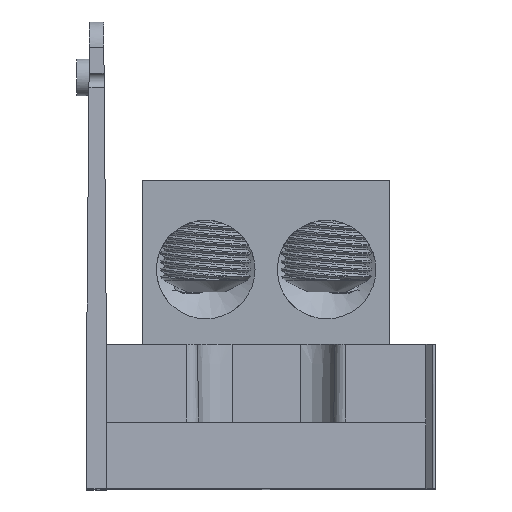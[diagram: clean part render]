
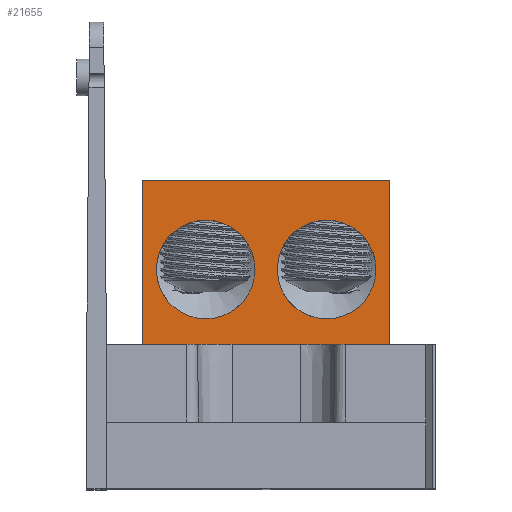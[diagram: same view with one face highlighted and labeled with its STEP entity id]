
A CAD part, top view. The second image highlights one B-rep face of the part: STEP entity #21655.
In plain terms, the highlighted planar face has unit normal (0, 0, 1).
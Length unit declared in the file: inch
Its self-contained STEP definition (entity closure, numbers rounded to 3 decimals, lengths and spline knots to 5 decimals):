
#6060 = CARTESIAN_POINT ( 'NONE',  ( -0.94, 2.35, 1.25 ) ) ;
#8429 = AXIS2_PLACEMENT_3D ( 'NONE', #51369, #23967, #55961 ) ;
#8805 = CARTESIAN_POINT ( 'NONE',  ( 0.94, 1.1, 1.25 ) ) ;
#9417 = CARTESIAN_POINT ( 'NONE',  ( -0.085, 1.67, 1.25 ) ) ;
#10072 = VERTEX_POINT ( 'NONE', #13847 ) ;
#10724 = DIRECTION ( 'NONE',  ( -1., 0., 0. ) ) ;
#12426 = VERTEX_POINT ( 'NONE', #8805 ) ;
#12505 = CARTESIAN_POINT ( 'NONE',  ( -0.94, 2.35, 1.25 ) ) ;
#12978 = VECTOR ( 'NONE', #56117, 39.37008 ) ;
#13847 = CARTESIAN_POINT ( 'NONE',  ( -0.94, 1.1, 1.25 ) ) ;
#14132 = EDGE_LOOP ( 'NONE', ( #51180 ) ) ;
#15949 = EDGE_LOOP ( 'NONE', ( #48432 ) ) ;
#16439 = VECTOR ( 'NONE', #10724, 39.37008 ) ;
#16602 = LINE ( 'NONE', #37948, #16439 ) ;
#17060 = DIRECTION ( 'NONE',  ( -1., 0., 0. ) ) ;
#18984 = EDGE_CURVE ( 'NONE', #45408, #12426, #41444, .T. ) ;
#21655 = ADVANCED_FACE ( 'NONE', ( #32649, #31734, #32769 ), #29636, .F. ) ;
#21972 = DIRECTION ( 'NONE',  ( 0., 0., 1. ) ) ;
#23967 = DIRECTION ( 'NONE',  ( 0., 0., 1. ) ) ;
#24751 = VERTEX_POINT ( 'NONE', #47728 ) ;
#27494 = EDGE_CURVE ( 'NONE', #58270, #58270, #34789, .T. ) ;
#27666 = VERTEX_POINT ( 'NONE', #28244 ) ;
#28244 = CARTESIAN_POINT ( 'NONE',  ( 0.835, 1.67, 1.25 ) ) ;
#28720 = CARTESIAN_POINT ( 'NONE',  ( -0.94, 2.35, 1.25 ) ) ;
#29636 = PLANE ( 'NONE',  #39116 ) ;
#31734 = FACE_BOUND ( 'NONE', #15949, .T. ) ;
#32649 = FACE_OUTER_BOUND ( 'NONE', #46548, .T. ) ;
#32769 = FACE_BOUND ( 'NONE', #14132, .T. ) ;
#33308 = EDGE_CURVE ( 'NONE', #12426, #10072, #16602, .T. ) ;
#33587 = CARTESIAN_POINT ( 'NONE',  ( 0.94, 2.35, 1.25 ) ) ;
#34789 = CIRCLE ( 'NONE', #8429, 0.375 ) ;
#37703 = EDGE_CURVE ( 'NONE', #27666, #27666, #54638, .T. ) ;
#37770 = DIRECTION ( 'NONE',  ( 1., 0., 0. ) ) ;
#37948 = CARTESIAN_POINT ( 'NONE',  ( 0., 1.1, 1.25 ) ) ;
#38793 = EDGE_CURVE ( 'NONE', #24751, #45408, #41709, .T. ) ;
#39116 = AXIS2_PLACEMENT_3D ( 'NONE', #12505, #44354, #17060 ) ;
#39870 = ORIENTED_EDGE ( 'NONE', *, *, #57293, .T. ) ;
#40485 = LINE ( 'NONE', #28720, #12978 ) ;
#41444 = LINE ( 'NONE', #43259, #41955 ) ;
#41709 = LINE ( 'NONE', #6060, #45262 ) ;
#41955 = VECTOR ( 'NONE', #52318, 39.37008 ) ;
#43259 = CARTESIAN_POINT ( 'NONE',  ( 0.94, 2.35, 1.25 ) ) ;
#44354 = DIRECTION ( 'NONE',  ( 0., 0., -1. ) ) ;
#45262 = VECTOR ( 'NONE', #37770, 39.37008 ) ;
#45408 = VERTEX_POINT ( 'NONE', #33587 ) ;
#46548 = EDGE_LOOP ( 'NONE', ( #56191, #48936, #39870, #48061 ) ) ;
#47192 = AXIS2_PLACEMENT_3D ( 'NONE', #49354, #21972, #53957 ) ;
#47728 = CARTESIAN_POINT ( 'NONE',  ( -0.94, 2.35, 1.25 ) ) ;
#48061 = ORIENTED_EDGE ( 'NONE', *, *, #33308, .F. ) ;
#48432 = ORIENTED_EDGE ( 'NONE', *, *, #37703, .F. ) ;
#48936 = ORIENTED_EDGE ( 'NONE', *, *, #38793, .F. ) ;
#49354 = CARTESIAN_POINT ( 'NONE',  ( 0.46, 1.67, 1.25 ) ) ;
#51180 = ORIENTED_EDGE ( 'NONE', *, *, #27494, .F. ) ;
#51369 = CARTESIAN_POINT ( 'NONE',  ( -0.46, 1.67, 1.25 ) ) ;
#52318 = DIRECTION ( 'NONE',  ( 0., -1., 0. ) ) ;
#53957 = DIRECTION ( 'NONE',  ( 1., 0., 0. ) ) ;
#54638 = CIRCLE ( 'NONE', #47192, 0.375 ) ;
#55961 = DIRECTION ( 'NONE',  ( 1., 0., 0. ) ) ;
#56117 = DIRECTION ( 'NONE',  ( 0., -1., 0. ) ) ;
#56191 = ORIENTED_EDGE ( 'NONE', *, *, #18984, .F. ) ;
#57293 = EDGE_CURVE ( 'NONE', #24751, #10072, #40485, .T. ) ;
#58270 = VERTEX_POINT ( 'NONE', #9417 ) ;
